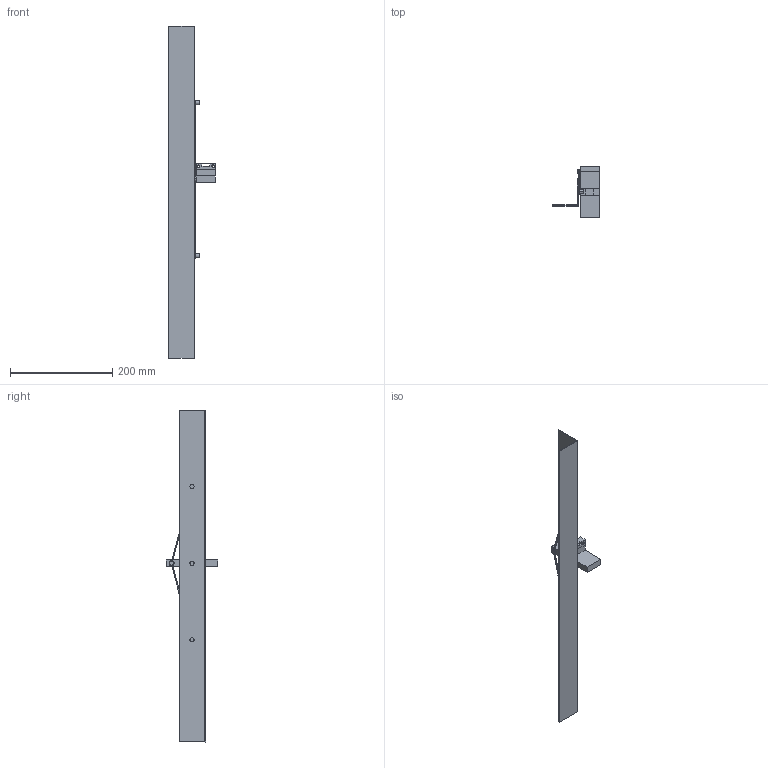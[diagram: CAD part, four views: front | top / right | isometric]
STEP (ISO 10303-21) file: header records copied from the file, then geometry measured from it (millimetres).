
FILE_DESCRIPTION (( 'STEP AP203' ), '1' );
FILE_NAME ('assem_3.STEP', '2022-02-24T15:34:46', ( '' ), ( '' ), 'SwSTEP 2.0', 'SolidWorks 2018', '' );
FILE_SCHEMA (( 'CONFIG_CONTROL_DESIGN' ));
Length unit declared in the file: millimetre
Products named in the file (7): clam_base_rod; linear_guide_nut; clamp_support; clamp_base; support; assem_3; clamp_base_rod_small
Assembly tree (9 placements, depth 2):
  assem_3
    linear_guide_nut
    clamp_support
    clamp_base
    clam_base_rod  x2
    clamp_base_rod_small  x2
    support  x2
Bounding box: 91.98 x 100 x 650 mm (x, y, z)
Volume: 194161.5 mm3; surface area: 158203.2 mm2
Topology: 9 solids, 9 shells, 80 faces, 186 edges, 124 vertices
Faces by surface type: plane 44, cylinder 36
Entity records: 2668 total; most frequent: DIRECTION 343, CARTESIAN_POINT 318, ORIENTED_EDGE 294, EDGE_CURVE 147, AXIS2_PLACEMENT_3D 123, VERTEX_POINT 98, VECTOR 97, LINE 97
